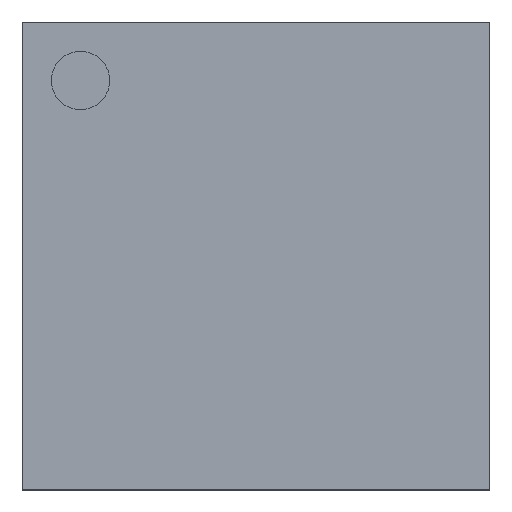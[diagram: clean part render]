
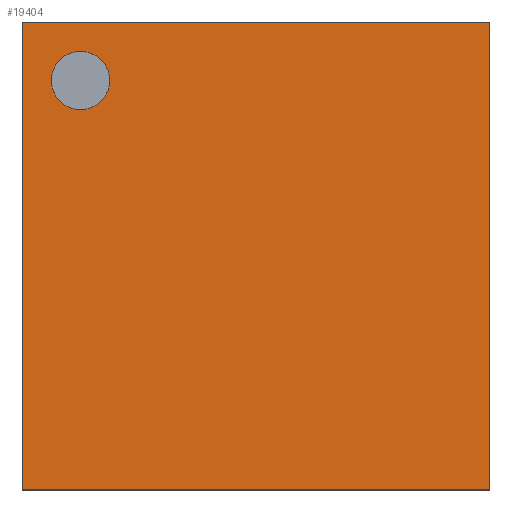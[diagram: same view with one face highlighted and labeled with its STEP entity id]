
A CAD part, top view. The second image highlights one B-rep face of the part: STEP entity #19404.
In plain terms, the highlighted planar face has unit normal (0, 0, 1).
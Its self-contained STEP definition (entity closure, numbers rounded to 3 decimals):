
#19215 = VERTEX_POINT('',#19216);
#19216 = CARTESIAN_POINT('',(-7.5,-7.5,1.481));
#19223 = PLANE('',#19224);
#19224 = AXIS2_PLACEMENT_3D('',#19225,#19226,#19227);
#19225 = CARTESIAN_POINT('',(-7.5,-7.5,0.3));
#19226 = DIRECTION('',(1.,0.,0.));
#19227 = DIRECTION('',(0.,0.,1.));
#19235 = PLANE('',#19236);
#19236 = AXIS2_PLACEMENT_3D('',#19237,#19238,#19239);
#19237 = CARTESIAN_POINT('',(-7.5,-7.5,0.3));
#19238 = DIRECTION('',(0.,1.,0.));
#19239 = DIRECTION('',(0.,0.,1.));
#19276 = VERTEX_POINT('',#19277);
#19277 = CARTESIAN_POINT('',(-7.5,7.5,1.481));
#19291 = PLANE('',#19292);
#19292 = AXIS2_PLACEMENT_3D('',#19293,#19294,#19295);
#19293 = CARTESIAN_POINT('',(-7.5,7.5,0.3));
#19294 = DIRECTION('',(0.,1.,0.));
#19295 = DIRECTION('',(0.,0.,1.));
#19303 = EDGE_CURVE('',#19215,#19276,#19304,.T.);
#19304 = SURFACE_CURVE('',#19305,(#19309,#19316),.PCURVE_S1.);
#19305 = LINE('',#19306,#19307);
#19306 = CARTESIAN_POINT('',(-7.5,-7.5,1.481));
#19307 = VECTOR('',#19308,1.);
#19308 = DIRECTION('',(0.,1.,0.));
#19309 = PCURVE('',#19223,#19310);
#19310 = DEFINITIONAL_REPRESENTATION('',(#19311),#19315);
#19311 = LINE('',#19312,#19313);
#19312 = CARTESIAN_POINT('',(1.181,0.));
#19313 = VECTOR('',#19314,1.);
#19314 = DIRECTION('',(0.,-1.));
#19315 = ( GEOMETRIC_REPRESENTATION_CONTEXT(2) 
PARAMETRIC_REPRESENTATION_CONTEXT() REPRESENTATION_CONTEXT('2D SPACE',''
  ) );
#19316 = PCURVE('',#19317,#19322);
#19317 = PLANE('',#19318);
#19318 = AXIS2_PLACEMENT_3D('',#19319,#19320,#19321);
#19319 = CARTESIAN_POINT('',(-7.5,-7.5,1.481));
#19320 = DIRECTION('',(0.,0.,1.));
#19321 = DIRECTION('',(1.,0.,0.));
#19322 = DEFINITIONAL_REPRESENTATION('',(#19323),#19327);
#19323 = LINE('',#19324,#19325);
#19324 = CARTESIAN_POINT('',(0.,0.));
#19325 = VECTOR('',#19326,1.);
#19326 = DIRECTION('',(0.,1.));
#19327 = ( GEOMETRIC_REPRESENTATION_CONTEXT(2) 
PARAMETRIC_REPRESENTATION_CONTEXT() REPRESENTATION_CONTEXT('2D SPACE',''
  ) );
#19356 = EDGE_CURVE('',#19215,#19357,#19359,.T.);
#19357 = VERTEX_POINT('',#19358);
#19358 = CARTESIAN_POINT('',(7.5,-7.5,1.481));
#19359 = SURFACE_CURVE('',#19360,(#19364,#19371),.PCURVE_S1.);
#19360 = LINE('',#19361,#19362);
#19361 = CARTESIAN_POINT('',(-7.5,-7.5,1.481));
#19362 = VECTOR('',#19363,1.);
#19363 = DIRECTION('',(1.,0.,0.));
#19364 = PCURVE('',#19235,#19365);
#19365 = DEFINITIONAL_REPRESENTATION('',(#19366),#19370);
#19366 = LINE('',#19367,#19368);
#19367 = CARTESIAN_POINT('',(1.181,0.));
#19368 = VECTOR('',#19369,1.);
#19369 = DIRECTION('',(0.,1.));
#19370 = ( GEOMETRIC_REPRESENTATION_CONTEXT(2) 
PARAMETRIC_REPRESENTATION_CONTEXT() REPRESENTATION_CONTEXT('2D SPACE',''
  ) );
#19371 = PCURVE('',#19317,#19372);
#19372 = DEFINITIONAL_REPRESENTATION('',(#19373),#19377);
#19373 = LINE('',#19374,#19375);
#19374 = CARTESIAN_POINT('',(0.,0.));
#19375 = VECTOR('',#19376,1.);
#19376 = DIRECTION('',(1.,0.));
#19377 = ( GEOMETRIC_REPRESENTATION_CONTEXT(2) 
PARAMETRIC_REPRESENTATION_CONTEXT() REPRESENTATION_CONTEXT('2D SPACE',''
  ) );
#19393 = PLANE('',#19394);
#19394 = AXIS2_PLACEMENT_3D('',#19395,#19396,#19397);
#19395 = CARTESIAN_POINT('',(7.5,-7.5,0.3));
#19396 = DIRECTION('',(1.,0.,0.));
#19397 = DIRECTION('',(0.,0.,1.));
#19404 = ADVANCED_FACE('',(#19405,#19453),#19317,.T.);
#19405 = FACE_BOUND('',#19406,.T.);
#19406 = EDGE_LOOP('',(#19407,#19408,#19409,#19432));
#19407 = ORIENTED_EDGE('',*,*,#19303,.F.);
#19408 = ORIENTED_EDGE('',*,*,#19356,.T.);
#19409 = ORIENTED_EDGE('',*,*,#19410,.T.);
#19410 = EDGE_CURVE('',#19357,#19411,#19413,.T.);
#19411 = VERTEX_POINT('',#19412);
#19412 = CARTESIAN_POINT('',(7.5,7.5,1.481));
#19413 = SURFACE_CURVE('',#19414,(#19418,#19425),.PCURVE_S1.);
#19414 = LINE('',#19415,#19416);
#19415 = CARTESIAN_POINT('',(7.5,-7.5,1.481));
#19416 = VECTOR('',#19417,1.);
#19417 = DIRECTION('',(0.,1.,0.));
#19418 = PCURVE('',#19317,#19419);
#19419 = DEFINITIONAL_REPRESENTATION('',(#19420),#19424);
#19420 = LINE('',#19421,#19422);
#19421 = CARTESIAN_POINT('',(15.,0.));
#19422 = VECTOR('',#19423,1.);
#19423 = DIRECTION('',(0.,1.));
#19424 = ( GEOMETRIC_REPRESENTATION_CONTEXT(2) 
PARAMETRIC_REPRESENTATION_CONTEXT() REPRESENTATION_CONTEXT('2D SPACE',''
  ) );
#19425 = PCURVE('',#19393,#19426);
#19426 = DEFINITIONAL_REPRESENTATION('',(#19427),#19431);
#19427 = LINE('',#19428,#19429);
#19428 = CARTESIAN_POINT('',(1.181,0.));
#19429 = VECTOR('',#19430,1.);
#19430 = DIRECTION('',(0.,-1.));
#19431 = ( GEOMETRIC_REPRESENTATION_CONTEXT(2) 
PARAMETRIC_REPRESENTATION_CONTEXT() REPRESENTATION_CONTEXT('2D SPACE',''
  ) );
#19432 = ORIENTED_EDGE('',*,*,#19433,.F.);
#19433 = EDGE_CURVE('',#19276,#19411,#19434,.T.);
#19434 = SURFACE_CURVE('',#19435,(#19439,#19446),.PCURVE_S1.);
#19435 = LINE('',#19436,#19437);
#19436 = CARTESIAN_POINT('',(-7.5,7.5,1.481));
#19437 = VECTOR('',#19438,1.);
#19438 = DIRECTION('',(1.,0.,0.));
#19439 = PCURVE('',#19317,#19440);
#19440 = DEFINITIONAL_REPRESENTATION('',(#19441),#19445);
#19441 = LINE('',#19442,#19443);
#19442 = CARTESIAN_POINT('',(0.,15.));
#19443 = VECTOR('',#19444,1.);
#19444 = DIRECTION('',(1.,0.));
#19445 = ( GEOMETRIC_REPRESENTATION_CONTEXT(2) 
PARAMETRIC_REPRESENTATION_CONTEXT() REPRESENTATION_CONTEXT('2D SPACE',''
  ) );
#19446 = PCURVE('',#19291,#19447);
#19447 = DEFINITIONAL_REPRESENTATION('',(#19448),#19452);
#19448 = LINE('',#19449,#19450);
#19449 = CARTESIAN_POINT('',(1.181,0.));
#19450 = VECTOR('',#19451,1.);
#19451 = DIRECTION('',(0.,1.));
#19452 = ( GEOMETRIC_REPRESENTATION_CONTEXT(2) 
PARAMETRIC_REPRESENTATION_CONTEXT() REPRESENTATION_CONTEXT('2D SPACE',''
  ) );
#19453 = FACE_BOUND('',#19454,.T.);
#19454 = EDGE_LOOP('',(#19455));
#19455 = ORIENTED_EDGE('',*,*,#19456,.F.);
#19456 = EDGE_CURVE('',#19457,#19457,#19459,.T.);
#19457 = VERTEX_POINT('',#19458);
#19458 = CARTESIAN_POINT('',(-4.688,5.625,1.481));
#19459 = SURFACE_CURVE('',#19460,(#19465,#19472),.PCURVE_S1.);
#19460 = CIRCLE('',#19461,0.938);
#19461 = AXIS2_PLACEMENT_3D('',#19462,#19463,#19464);
#19462 = CARTESIAN_POINT('',(-5.625,5.625,1.481));
#19463 = DIRECTION('',(0.,0.,1.));
#19464 = DIRECTION('',(1.,0.,0.));
#19465 = PCURVE('',#19317,#19466);
#19466 = DEFINITIONAL_REPRESENTATION('',(#19467),#19471);
#19467 = CIRCLE('',#19468,0.938);
#19468 = AXIS2_PLACEMENT_2D('',#19469,#19470);
#19469 = CARTESIAN_POINT('',(1.875,13.125));
#19470 = DIRECTION('',(1.,0.));
#19471 = ( GEOMETRIC_REPRESENTATION_CONTEXT(2) 
PARAMETRIC_REPRESENTATION_CONTEXT() REPRESENTATION_CONTEXT('2D SPACE',''
  ) );
#19472 = PCURVE('',#19473,#19478);
#19473 = CYLINDRICAL_SURFACE('',#19474,0.938);
#19474 = AXIS2_PLACEMENT_3D('',#19475,#19476,#19477);
#19475 = CARTESIAN_POINT('',(-5.625,5.625,1.333));
#19476 = DIRECTION('',(0.,0.,1.));
#19477 = DIRECTION('',(1.,0.,0.));
#19478 = DEFINITIONAL_REPRESENTATION('',(#19479),#19483);
#19479 = LINE('',#19480,#19481);
#19480 = CARTESIAN_POINT('',(0.,0.148));
#19481 = VECTOR('',#19482,1.);
#19482 = DIRECTION('',(1.,0.));
#19483 = ( GEOMETRIC_REPRESENTATION_CONTEXT(2) 
PARAMETRIC_REPRESENTATION_CONTEXT() REPRESENTATION_CONTEXT('2D SPACE',''
  ) );
